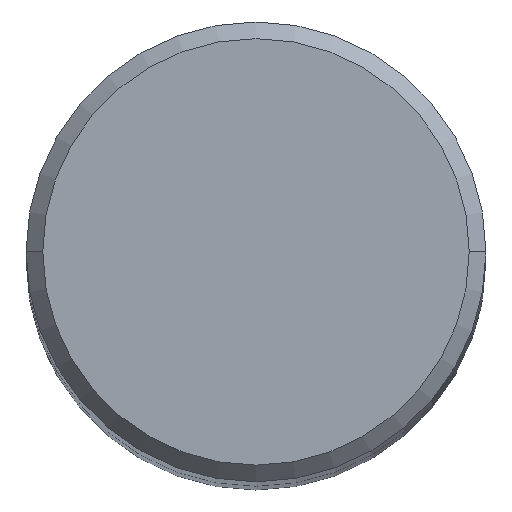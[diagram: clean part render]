
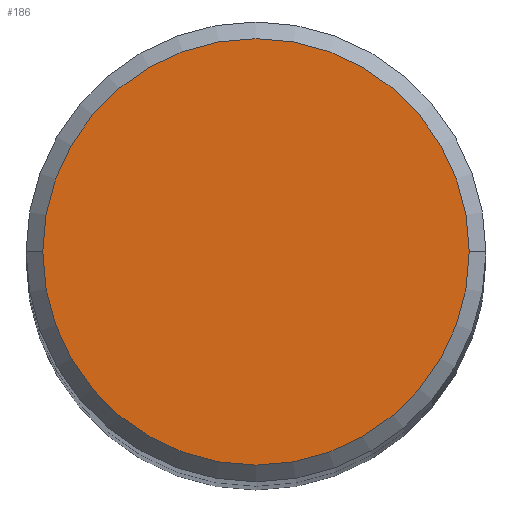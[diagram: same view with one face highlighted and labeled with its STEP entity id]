
A CAD part, top view. The second image highlights one B-rep face of the part: STEP entity #186.
In plain terms, the highlighted planar face has unit normal (0, 0, 1).
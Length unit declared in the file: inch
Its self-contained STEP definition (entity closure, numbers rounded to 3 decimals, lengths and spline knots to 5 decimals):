
#7 = CARTESIAN_POINT ( 'NONE',  ( 0., 0., 0. ) ) ;
#37 = PLANE ( 'NONE',  #125 ) ;
#46 = CARTESIAN_POINT ( 'NONE',  ( 0., 0., 0. ) ) ;
#50 = DIRECTION ( 'NONE',  ( 1., 0., 0. ) ) ;
#70 = AXIS2_PLACEMENT_3D ( 'NONE', #7, #215, #392 ) ;
#105 = ORIENTED_EDGE ( 'NONE', *, *, #238, .T. ) ;
#111 = VERTEX_POINT ( 'NONE', #312 ) ;
#125 = AXIS2_PLACEMENT_3D ( 'NONE', #389, #284, #356 ) ;
#135 = CIRCLE ( 'NONE', #70, 0.2556 ) ;
#152 = CARTESIAN_POINT ( 'NONE',  ( 0.2556, 0., 0. ) ) ;
#158 = EDGE_LOOP ( 'NONE', ( #105, #171 ) ) ;
#171 = ORIENTED_EDGE ( 'NONE', *, *, #292, .T. ) ;
#180 = FACE_OUTER_BOUND ( 'NONE', #158, .T. ) ;
#186 = ADVANCED_FACE ( 'NONE', ( #180 ), #37, .F. ) ;
#195 = DIRECTION ( 'NONE',  ( 0., 0., 1. ) ) ;
#215 = DIRECTION ( 'NONE',  ( 0., 0., 1. ) ) ;
#223 = VERTEX_POINT ( 'NONE', #152 ) ;
#224 = AXIS2_PLACEMENT_3D ( 'NONE', #46, #195, #50 ) ;
#238 = EDGE_CURVE ( 'NONE', #111, #223, #135, .T. ) ;
#284 = DIRECTION ( 'NONE',  ( 0., 0., -1. ) ) ;
#292 = EDGE_CURVE ( 'NONE', #223, #111, #411, .T. ) ;
#312 = CARTESIAN_POINT ( 'NONE',  ( -0.2556, 0., 0. ) ) ;
#356 = DIRECTION ( 'NONE',  ( -1., 0., 0. ) ) ;
#389 = CARTESIAN_POINT ( 'NONE',  ( 0., 0.2556, 0. ) ) ;
#392 = DIRECTION ( 'NONE',  ( 1., 0., 0. ) ) ;
#411 = CIRCLE ( 'NONE', #224, 0.2556 ) ;
